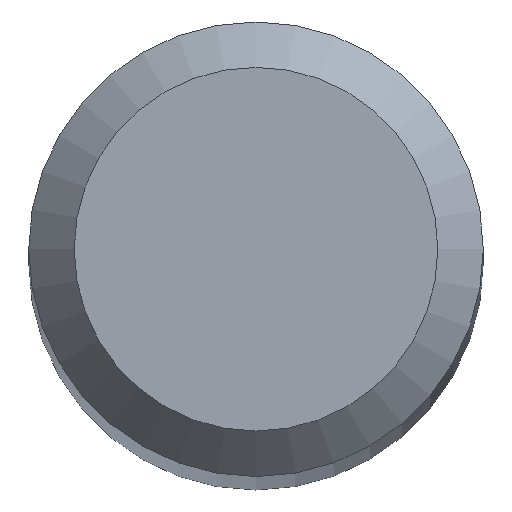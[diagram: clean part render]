
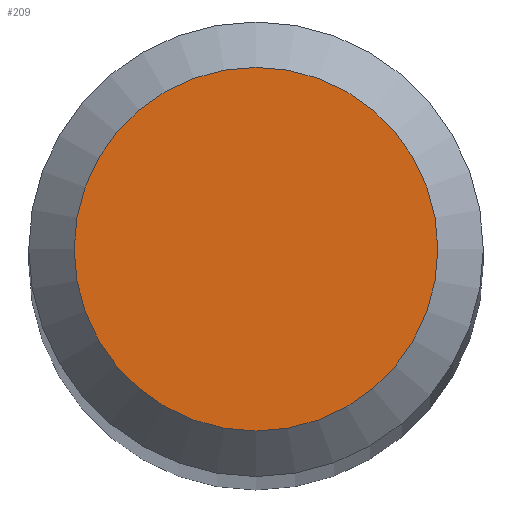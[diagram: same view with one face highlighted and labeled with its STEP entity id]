
A CAD part, top view. The second image highlights one B-rep face of the part: STEP entity #209.
In plain terms, the highlighted planar face has unit normal (0, 0, 1).
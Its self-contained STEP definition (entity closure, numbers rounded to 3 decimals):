
#28 = PLANE ( 'NONE',  #110 ) ;
#55 = DIRECTION ( 'NONE',  ( 0., 0., -1. ) ) ;
#57 = FACE_OUTER_BOUND ( 'NONE', #135, .T. ) ;
#60 = AXIS2_PLACEMENT_3D ( 'NONE', #118, #86, #65 ) ;
#65 = DIRECTION ( 'NONE',  ( 0., 1., 0. ) ) ;
#86 = DIRECTION ( 'NONE',  ( 0., 0., -1. ) ) ;
#99 = EDGE_CURVE ( 'NONE', #178, #178, #125, .T. ) ;
#109 = ORIENTED_EDGE ( 'NONE', *, *, #99, .F. ) ;
#110 = AXIS2_PLACEMENT_3D ( 'NONE', #212, #55, #163 ) ;
#118 = CARTESIAN_POINT ( 'NONE',  ( 0., 0., 60. ) ) ;
#125 = CIRCLE ( 'NONE', #60, 1.2 ) ;
#126 = CARTESIAN_POINT ( 'NONE',  ( 0., 1.2, 60. ) ) ;
#135 = EDGE_LOOP ( 'NONE', ( #109 ) ) ;
#163 = DIRECTION ( 'NONE',  ( 0., 1., 0. ) ) ;
#178 = VERTEX_POINT ( 'NONE', #126 ) ;
#209 = ADVANCED_FACE ( 'NONE', ( #57 ), #28, .F. ) ;
#212 = CARTESIAN_POINT ( 'NONE',  ( 0., 0., 60. ) ) ;
